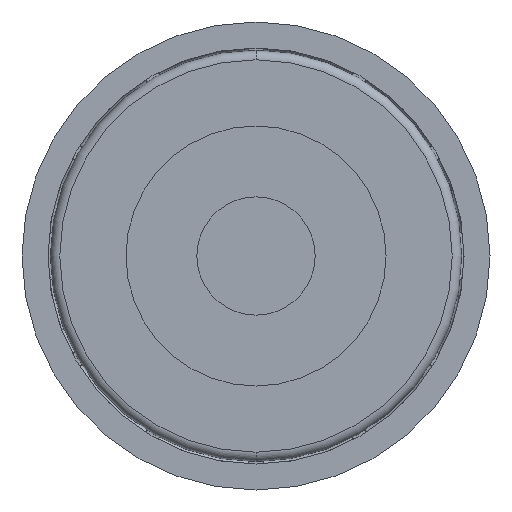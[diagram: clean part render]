
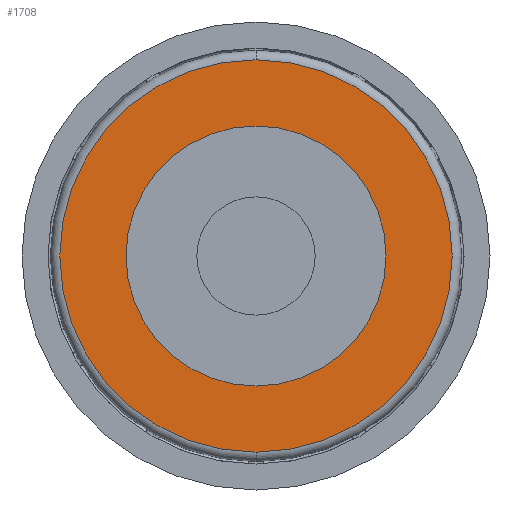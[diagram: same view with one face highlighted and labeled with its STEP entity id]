
A CAD part, front view. The second image highlights one B-rep face of the part: STEP entity #1708.
In plain terms, the highlighted planar face has unit normal (0, -1, 0).
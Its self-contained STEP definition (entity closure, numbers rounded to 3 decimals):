
#430 = EDGE_CURVE ( 'NONE', #10259, #8252, #1051, .T. ) ;
#1051 = CIRCLE ( 'NONE', #11022, 41.5 ) ;
#1627 = CIRCLE ( 'NONE', #10338, 27.5 ) ;
#1708 = ADVANCED_FACE ( 'NONE', ( #10889, #1770 ), #5822, .T. ) ;
#1770 = FACE_OUTER_BOUND ( 'NONE', #3081, .T. ) ;
#2024 = CARTESIAN_POINT ( 'NONE',  ( 0., -2., 0. ) ) ;
#2467 = ORIENTED_EDGE ( 'NONE', *, *, #430, .F. ) ;
#2846 = CARTESIAN_POINT ( 'NONE',  ( 27.5, -2., 0. ) ) ;
#2913 = DIRECTION ( 'NONE',  ( 0., 1., 0. ) ) ;
#3081 = EDGE_LOOP ( 'NONE', ( #9288, #2467 ) ) ;
#3644 = AXIS2_PLACEMENT_3D ( 'NONE', #12226, #2913, #4197 ) ;
#3770 = EDGE_LOOP ( 'NONE', ( #12000, #8243 ) ) ;
#4062 = DIRECTION ( 'NONE',  ( 0., 0., -1. ) ) ;
#4101 = CIRCLE ( 'NONE', #3644, 27.5 ) ;
#4197 = DIRECTION ( 'NONE',  ( 0., 0., -1. ) ) ;
#4481 = CARTESIAN_POINT ( 'NONE',  ( 0., -2., 0. ) ) ;
#4491 = AXIS2_PLACEMENT_3D ( 'NONE', #10010, #5959, #4835 ) ;
#4511 = EDGE_CURVE ( 'NONE', #6987, #8715, #4101, .T. ) ;
#4835 = DIRECTION ( 'NONE',  ( 0., 0., 1. ) ) ;
#5822 = PLANE ( 'NONE',  #12306 ) ;
#5959 = DIRECTION ( 'NONE',  ( 0., 1., 0. ) ) ;
#6158 = CIRCLE ( 'NONE', #4491, 41.5 ) ;
#6436 = CARTESIAN_POINT ( 'NONE',  ( 0., -2., 27.5 ) ) ;
#6987 = VERTEX_POINT ( 'NONE', #6436 ) ;
#7493 = CARTESIAN_POINT ( 'NONE',  ( 0., -2., -41.5 ) ) ;
#7768 = DIRECTION ( 'NONE',  ( 0., 0., -1. ) ) ;
#8243 = ORIENTED_EDGE ( 'NONE', *, *, #4511, .T. ) ;
#8252 = VERTEX_POINT ( 'NONE', #10930 ) ;
#8715 = VERTEX_POINT ( 'NONE', #12327 ) ;
#9049 = EDGE_CURVE ( 'NONE', #8252, #10259, #6158, .T. ) ;
#9288 = ORIENTED_EDGE ( 'NONE', *, *, #9049, .F. ) ;
#10010 = CARTESIAN_POINT ( 'NONE',  ( 0., -2., 0. ) ) ;
#10210 = DIRECTION ( 'NONE',  ( 0., 1., 0. ) ) ;
#10259 = VERTEX_POINT ( 'NONE', #7493 ) ;
#10338 = AXIS2_PLACEMENT_3D ( 'NONE', #2024, #10210, #11018 ) ;
#10889 = FACE_BOUND ( 'NONE', #3770, .T. ) ;
#10930 = CARTESIAN_POINT ( 'NONE',  ( 0., -2., 41.5 ) ) ;
#11018 = DIRECTION ( 'NONE',  ( 0., 0., -1. ) ) ;
#11022 = AXIS2_PLACEMENT_3D ( 'NONE', #4481, #12766, #7768 ) ;
#12000 = ORIENTED_EDGE ( 'NONE', *, *, #13027, .T. ) ;
#12226 = CARTESIAN_POINT ( 'NONE',  ( 0., -2., 0. ) ) ;
#12306 = AXIS2_PLACEMENT_3D ( 'NONE', #2846, #12952, #4062 ) ;
#12327 = CARTESIAN_POINT ( 'NONE',  ( 0., -2., -27.5 ) ) ;
#12766 = DIRECTION ( 'NONE',  ( 0., 1., 0. ) ) ;
#12952 = DIRECTION ( 'NONE',  ( 0., -1., 0. ) ) ;
#13027 = EDGE_CURVE ( 'NONE', #8715, #6987, #1627, .T. ) ;
